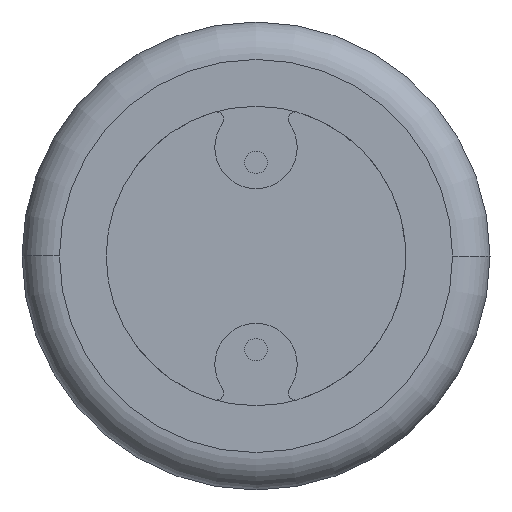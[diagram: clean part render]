
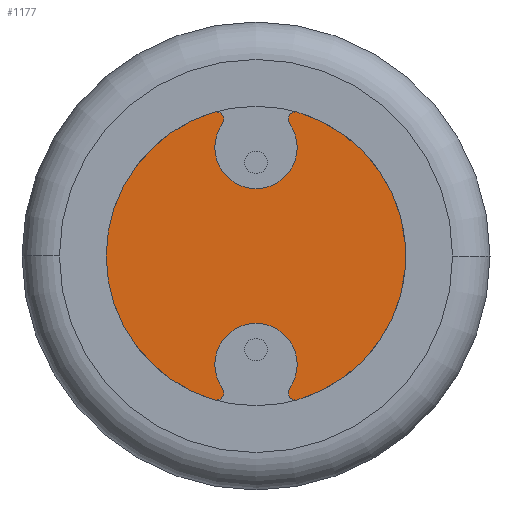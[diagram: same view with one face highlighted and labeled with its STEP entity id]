
A CAD part, front view. The second image highlights one B-rep face of the part: STEP entity #1177.
In plain terms, the highlighted planar face has unit normal (0, -1, 0).
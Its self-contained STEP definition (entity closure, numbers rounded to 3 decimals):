
#1 = CIRCLE ( 'NONE', #335, 0.2 ) ;
#11 = CARTESIAN_POINT ( 'NONE',  ( 1.063, 0., -3.648 ) ) ;
#17 = AXIS2_PLACEMENT_3D ( 'NONE', #1321, #480, #72 ) ;
#20 = DIRECTION ( 'NONE',  ( 0., 1., 0. ) ) ;
#22 = ORIENTED_EDGE ( 'NONE', *, *, #890, .F. ) ;
#29 = CARTESIAN_POINT ( 'NONE',  ( 1.063, 0., 3.648 ) ) ;
#41 = CARTESIAN_POINT ( 'NONE',  ( 1.1, 0., 2.9 ) ) ;
#45 = CIRCLE ( 'NONE', #259, 4. ) ;
#70 = DIRECTION ( 'NONE',  ( -1., 0., 0. ) ) ;
#72 = DIRECTION ( 'NONE',  ( -1., 0., 0. ) ) ;
#75 = CARTESIAN_POINT ( 'NONE',  ( -1.1, 0., 2.9 ) ) ;
#97 = EDGE_CURVE ( 'NONE', #1199, #964, #1, .T. ) ;
#102 = AXIS2_PLACEMENT_3D ( 'NONE', #11, #403, #927 ) ;
#114 = DIRECTION ( 'NONE',  ( -1., 0., 0. ) ) ;
#125 = DIRECTION ( 'NONE',  ( -1., 0., 0. ) ) ;
#140 = VERTEX_POINT ( 'NONE', #800 ) ;
#157 = CIRCLE ( 'NONE', #733, 0.2 ) ;
#159 = CARTESIAN_POINT ( 'NONE',  ( 1.063, 0., -3.648 ) ) ;
#177 = VERTEX_POINT ( 'NONE', #1311 ) ;
#186 = CARTESIAN_POINT ( 'NONE',  ( 0., 0., 2.9 ) ) ;
#196 = VERTEX_POINT ( 'NONE', #75 ) ;
#205 = CARTESIAN_POINT ( 'NONE',  ( 1.063, 0., 3.648 ) ) ;
#213 = DIRECTION ( 'NONE',  ( -1., 0., 0. ) ) ;
#217 = CARTESIAN_POINT ( 'NONE',  ( -1.1, 0., -2.9 ) ) ;
#223 = CIRCLE ( 'NONE', #482, 4. ) ;
#237 = EDGE_CURVE ( 'NONE', #1331, #1304, #1328, .T. ) ;
#258 = DIRECTION ( 'NONE',  ( -1., 0., 0. ) ) ;
#259 = AXIS2_PLACEMENT_3D ( 'NONE', #308, #1340, #494 ) ;
#265 = EDGE_CURVE ( 'NONE', #1304, #177, #1063, .T. ) ;
#277 = EDGE_CURVE ( 'NONE', #964, #1331, #1274, .T. ) ;
#293 = DIRECTION ( 'NONE',  ( 0., -1., 0. ) ) ;
#308 = CARTESIAN_POINT ( 'NONE',  ( 0., 0., 0. ) ) ;
#310 = CARTESIAN_POINT ( 'NONE',  ( 0., 0., 0. ) ) ;
#326 = DIRECTION ( 'NONE',  ( -1., 0., 0. ) ) ;
#335 = AXIS2_PLACEMENT_3D ( 'NONE', #159, #1296, #258 ) ;
#361 = VERTEX_POINT ( 'NONE', #632 ) ;
#375 = ORIENTED_EDGE ( 'NONE', *, *, #1133, .F. ) ;
#389 = DIRECTION ( 'NONE',  ( -1., 0., 0. ) ) ;
#393 = VERTEX_POINT ( 'NONE', #837 ) ;
#397 = AXIS2_PLACEMENT_3D ( 'NONE', #29, #20, #125 ) ;
#399 = DIRECTION ( 'NONE',  ( 0., 1., 0. ) ) ;
#403 = DIRECTION ( 'NONE',  ( 0., 1., 0. ) ) ;
#417 = CARTESIAN_POINT ( 'NONE',  ( -0.9, 0., 3.533 ) ) ;
#418 = AXIS2_PLACEMENT_3D ( 'NONE', #205, #824, #1246 ) ;
#423 = CIRCLE ( 'NONE', #17, 4. ) ;
#431 = ORIENTED_EDGE ( 'NONE', *, *, #434, .F. ) ;
#432 = CARTESIAN_POINT ( 'NONE',  ( 1.1, 0., -2.9 ) ) ;
#434 = EDGE_CURVE ( 'NONE', #644, #140, #933, .T. ) ;
#439 = FACE_OUTER_BOUND ( 'NONE', #576, .T. ) ;
#450 = CARTESIAN_POINT ( 'NONE',  ( 0.9, 0., -3.533 ) ) ;
#456 = CIRCLE ( 'NONE', #1158, 1.1 ) ;
#472 = CARTESIAN_POINT ( 'NONE',  ( 0.9, 0., 3.533 ) ) ;
#480 = DIRECTION ( 'NONE',  ( 0., 1., 0. ) ) ;
#482 = AXIS2_PLACEMENT_3D ( 'NONE', #310, #399, #930 ) ;
#492 = VERTEX_POINT ( 'NONE', #41 ) ;
#494 = DIRECTION ( 'NONE',  ( -1., 0., 0. ) ) ;
#508 = DIRECTION ( 'NONE',  ( 0., -1., 0. ) ) ;
#509 = CARTESIAN_POINT ( 'NONE',  ( 0., 0., 0. ) ) ;
#515 = CARTESIAN_POINT ( 'NONE',  ( 0.863, 0., -3.648 ) ) ;
#522 = EDGE_CURVE ( 'NONE', #492, #644, #1079, .T. ) ;
#529 = CARTESIAN_POINT ( 'NONE',  ( -1.063, 0., -3.648 ) ) ;
#570 = AXIS2_PLACEMENT_3D ( 'NONE', #687, #683, #70 ) ;
#576 = EDGE_LOOP ( 'NONE', ( #628, #22, #761, #1144, #1069, #985, #1243, #940, #922, #1051, #375, #666, #431, #851, #1320 ) ) ;
#601 = AXIS2_PLACEMENT_3D ( 'NONE', #529, #743, #114 ) ;
#602 = CARTESIAN_POINT ( 'NONE',  ( 0., 0., -2.9 ) ) ;
#604 = DIRECTION ( 'NONE',  ( -1., 0., 0. ) ) ;
#605 = EDGE_CURVE ( 'NONE', #393, #1305, #423, .T. ) ;
#620 = CARTESIAN_POINT ( 'NONE',  ( 1.119, 0., -3.84 ) ) ;
#625 = VERTEX_POINT ( 'NONE', #911 ) ;
#628 = ORIENTED_EDGE ( 'NONE', *, *, #819, .F. ) ;
#631 = AXIS2_PLACEMENT_3D ( 'NONE', #865, #1089, #872 ) ;
#632 = CARTESIAN_POINT ( 'NONE',  ( -1.119, 0., 3.84 ) ) ;
#644 = VERTEX_POINT ( 'NONE', #472 ) ;
#666 = ORIENTED_EDGE ( 'NONE', *, *, #755, .F. ) ;
#683 = DIRECTION ( 'NONE',  ( 0., -1., 0. ) ) ;
#687 = CARTESIAN_POINT ( 'NONE',  ( 0., 0., 2.9 ) ) ;
#710 = CARTESIAN_POINT ( 'NONE',  ( 0., 0., -2.9 ) ) ;
#720 = DIRECTION ( 'NONE',  ( -1., 0., 0. ) ) ;
#733 = AXIS2_PLACEMENT_3D ( 'NONE', #741, #1266, #326 ) ;
#740 = CIRCLE ( 'NONE', #418, 0.2 ) ;
#741 = CARTESIAN_POINT ( 'NONE',  ( -1.063, 0., 3.648 ) ) ;
#743 = DIRECTION ( 'NONE',  ( 0., 1., 0. ) ) ;
#755 = EDGE_CURVE ( 'NONE', #140, #625, #740, .T. ) ;
#761 = ORIENTED_EDGE ( 'NONE', *, *, #787, .F. ) ;
#770 = AXIS2_PLACEMENT_3D ( 'NONE', #509, #1041, #604 ) ;
#780 = EDGE_CURVE ( 'NONE', #1209, #1199, #785, .T. ) ;
#785 = CIRCLE ( 'NONE', #102, 0.2 ) ;
#787 = EDGE_CURVE ( 'NONE', #1305, #361, #223, .T. ) ;
#800 = CARTESIAN_POINT ( 'NONE',  ( 0.863, 0., 3.648 ) ) ;
#802 = CIRCLE ( 'NONE', #570, 1.1 ) ;
#816 = DIRECTION ( 'NONE',  ( 0., -1., 0. ) ) ;
#819 = EDGE_CURVE ( 'NONE', #1338, #196, #456, .T. ) ;
#824 = DIRECTION ( 'NONE',  ( 0., 1., 0. ) ) ;
#827 = DIRECTION ( 'NONE',  ( -1., 0., 0. ) ) ;
#837 = CARTESIAN_POINT ( 'NONE',  ( -1.119, 0., -3.84 ) ) ;
#851 = ORIENTED_EDGE ( 'NONE', *, *, #522, .F. ) ;
#865 = CARTESIAN_POINT ( 'NONE',  ( 0., 0., 2.9 ) ) ;
#872 = DIRECTION ( 'NONE',  ( -1., 0., 0. ) ) ;
#890 = EDGE_CURVE ( 'NONE', #361, #1338, #157, .T. ) ;
#911 = CARTESIAN_POINT ( 'NONE',  ( 1.119, 0., 3.84 ) ) ;
#922 = ORIENTED_EDGE ( 'NONE', *, *, #97, .F. ) ;
#927 = DIRECTION ( 'NONE',  ( -1., 0., 0. ) ) ;
#930 = DIRECTION ( 'NONE',  ( -1., 0., 0. ) ) ;
#933 = CIRCLE ( 'NONE', #397, 0.2 ) ;
#940 = ORIENTED_EDGE ( 'NONE', *, *, #277, .F. ) ;
#941 = DIRECTION ( 'NONE',  ( 0., -1., 0. ) ) ;
#964 = VERTEX_POINT ( 'NONE', #450 ) ;
#985 = ORIENTED_EDGE ( 'NONE', *, *, #265, .F. ) ;
#1000 = AXIS2_PLACEMENT_3D ( 'NONE', #710, #293, #827 ) ;
#1041 = DIRECTION ( 'NONE',  ( 0., 1., 0. ) ) ;
#1051 = ORIENTED_EDGE ( 'NONE', *, *, #780, .F. ) ;
#1059 = EDGE_CURVE ( 'NONE', #196, #492, #802, .T. ) ;
#1063 = CIRCLE ( 'NONE', #1000, 1.1 ) ;
#1069 = ORIENTED_EDGE ( 'NONE', *, *, #1248, .F. ) ;
#1075 = AXIS2_PLACEMENT_3D ( 'NONE', #602, #941, #389 ) ;
#1079 = CIRCLE ( 'NONE', #631, 1.1 ) ;
#1089 = DIRECTION ( 'NONE',  ( 0., -1., 0. ) ) ;
#1133 = EDGE_CURVE ( 'NONE', #625, #1209, #45, .T. ) ;
#1144 = ORIENTED_EDGE ( 'NONE', *, *, #605, .F. ) ;
#1148 = CARTESIAN_POINT ( 'NONE',  ( 0., 0., -2.9 ) ) ;
#1149 = PLANE ( 'NONE',  #770 ) ;
#1158 = AXIS2_PLACEMENT_3D ( 'NONE', #186, #816, #213 ) ;
#1168 = CARTESIAN_POINT ( 'NONE',  ( -4., 0., 0. ) ) ;
#1177 = ADVANCED_FACE ( 'NONE', ( #439 ), #1149, .F. ) ;
#1190 = CIRCLE ( 'NONE', #601, 0.2 ) ;
#1199 = VERTEX_POINT ( 'NONE', #515 ) ;
#1209 = VERTEX_POINT ( 'NONE', #620 ) ;
#1243 = ORIENTED_EDGE ( 'NONE', *, *, #237, .F. ) ;
#1246 = DIRECTION ( 'NONE',  ( -1., 0., 0. ) ) ;
#1248 = EDGE_CURVE ( 'NONE', #177, #393, #1190, .T. ) ;
#1266 = DIRECTION ( 'NONE',  ( 0., 1., 0. ) ) ;
#1274 = CIRCLE ( 'NONE', #1075, 1.1 ) ;
#1296 = DIRECTION ( 'NONE',  ( 0., 1., 0. ) ) ;
#1304 = VERTEX_POINT ( 'NONE', #217 ) ;
#1305 = VERTEX_POINT ( 'NONE', #1168 ) ;
#1311 = CARTESIAN_POINT ( 'NONE',  ( -0.9, 0., -3.533 ) ) ;
#1320 = ORIENTED_EDGE ( 'NONE', *, *, #1059, .F. ) ;
#1321 = CARTESIAN_POINT ( 'NONE',  ( 0., 0., 0. ) ) ;
#1328 = CIRCLE ( 'NONE', #1341, 1.1 ) ;
#1331 = VERTEX_POINT ( 'NONE', #432 ) ;
#1338 = VERTEX_POINT ( 'NONE', #417 ) ;
#1340 = DIRECTION ( 'NONE',  ( 0., 1., 0. ) ) ;
#1341 = AXIS2_PLACEMENT_3D ( 'NONE', #1148, #508, #720 ) ;
